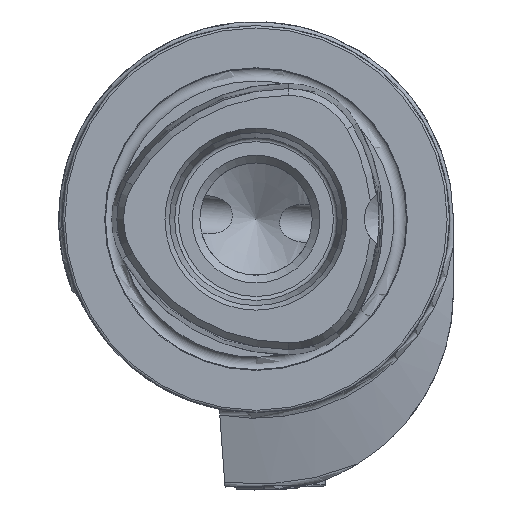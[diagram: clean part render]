
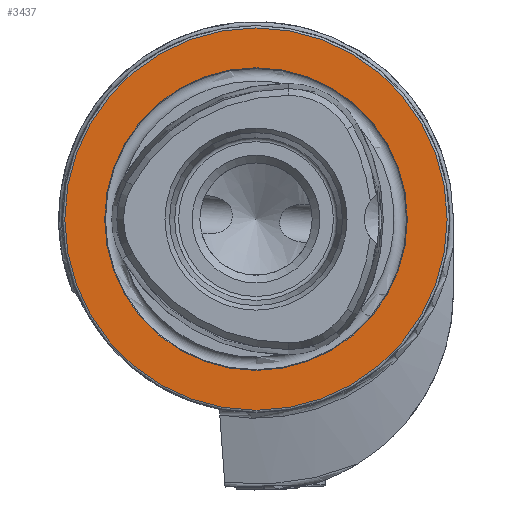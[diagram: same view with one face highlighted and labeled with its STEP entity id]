
A CAD part, left-side view. The second image highlights one B-rep face of the part: STEP entity #3437.
In plain terms, the highlighted planar face has unit normal (-1, 0, 0).
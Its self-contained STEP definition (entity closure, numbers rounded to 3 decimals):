
#5 = EDGE_CURVE ( 'NONE', #5681, #5681, #6093, .T. ) ;
#415 = ORIENTED_EDGE ( 'NONE', *, *, #5, .F. ) ;
#524 = CIRCLE ( 'NONE', #6594, 24.7 ) ;
#771 = AXIS2_PLACEMENT_3D ( 'NONE', #3020, #6092, #5209 ) ;
#2192 = DIRECTION ( 'NONE',  ( 0., 0., 1. ) ) ;
#2221 = CARTESIAN_POINT ( 'NONE',  ( 0., 0., 19.55 ) ) ;
#2883 = EDGE_CURVE ( 'NONE', #7863, #7863, #524, .T. ) ;
#3020 = CARTESIAN_POINT ( 'NONE',  ( 0., 0., 0. ) ) ;
#3033 = AXIS2_PLACEMENT_3D ( 'NONE', #8349, #4466, #3746 ) ;
#3437 = ADVANCED_FACE ( 'NONE', ( #3613, #6645 ), #6735, .F. ) ;
#3613 = FACE_BOUND ( 'NONE', #8738, .T. ) ;
#3746 = DIRECTION ( 'NONE',  ( 0., 0., -1. ) ) ;
#4466 = DIRECTION ( 'NONE',  ( 1., 0., 0. ) ) ;
#5209 = DIRECTION ( 'NONE',  ( 0., 0., 1. ) ) ;
#5681 = VERTEX_POINT ( 'NONE', #2221 ) ;
#6092 = DIRECTION ( 'NONE',  ( -1., 0., 0. ) ) ;
#6093 = CIRCLE ( 'NONE', #771, 19.55 ) ;
#6594 = AXIS2_PLACEMENT_3D ( 'NONE', #8536, #6816, #2192 ) ;
#6645 = FACE_OUTER_BOUND ( 'NONE', #8997, .T. ) ;
#6735 = PLANE ( 'NONE',  #3033 ) ;
#6816 = DIRECTION ( 'NONE',  ( -1., 0., 0. ) ) ;
#7863 = VERTEX_POINT ( 'NONE', #9271 ) ;
#8349 = CARTESIAN_POINT ( 'NONE',  ( 0., 19.55, 0. ) ) ;
#8497 = ORIENTED_EDGE ( 'NONE', *, *, #2883, .T. ) ;
#8536 = CARTESIAN_POINT ( 'NONE',  ( 0., 0., 0. ) ) ;
#8738 = EDGE_LOOP ( 'NONE', ( #415 ) ) ;
#8997 = EDGE_LOOP ( 'NONE', ( #8497 ) ) ;
#9271 = CARTESIAN_POINT ( 'NONE',  ( 0., 0., 24.7 ) ) ;
